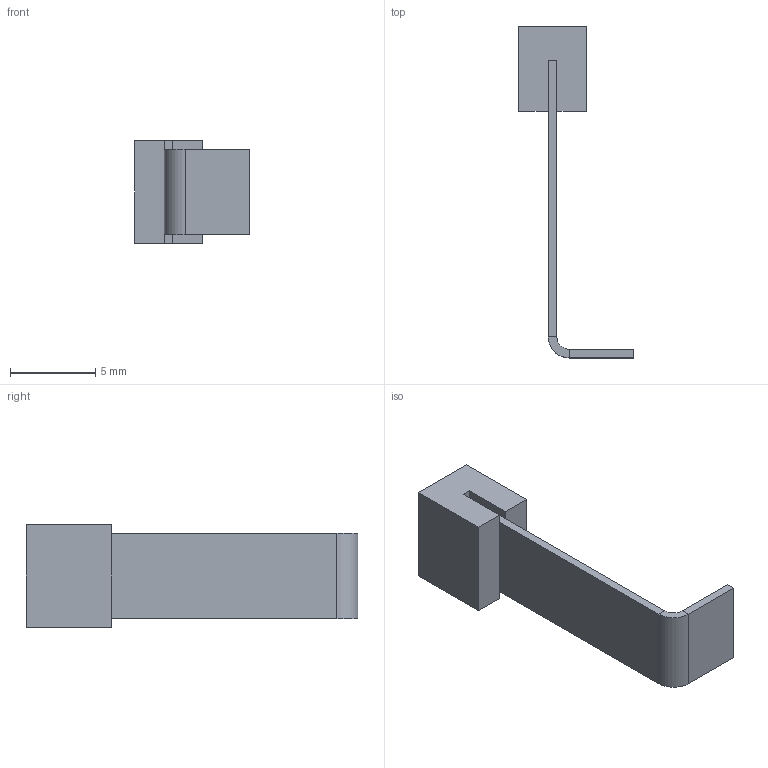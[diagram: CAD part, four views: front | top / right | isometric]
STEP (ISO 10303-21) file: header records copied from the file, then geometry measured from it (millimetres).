
FILE_DESCRIPTION (( 'STEP AP214' ), '1' );
FILE_NAME ('AOMAperture.STEP', '2024-09-10T12:56:55', ( '' ), ( '' ), 'SwSTEP 2.0', 'SolidWorks 2016', '' );
FILE_SCHEMA (( 'AUTOMOTIVE_DESIGN' ));
Length unit declared in the file: millimetre
Products named in the file (3): AOMAperture; AOMApertureHolder
Assembly tree (2 placements, depth 2):
  AOMAperture
    AOMAperture
    AOMApertureHolder
Bounding box: 6.75 x 19.5 x 6 mm (x, y, z)
Volume: 164.9 mm3; surface area: 423.3 mm2
Topology: 2 solids, 2 shells, 24 faces, 52 edges, 32 vertices
Faces by surface type: plane 22, cylinder 2
Entity records: 746 total; most frequent: DIRECTION 114, CARTESIAN_POINT 113, ORIENTED_EDGE 104, EDGE_CURVE 52, VECTOR 48, LINE 48, AXIS2_PLACEMENT_3D 33, VERTEX_POINT 32
